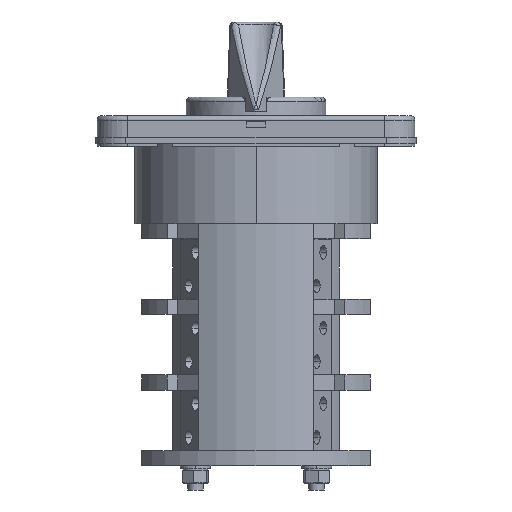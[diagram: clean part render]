
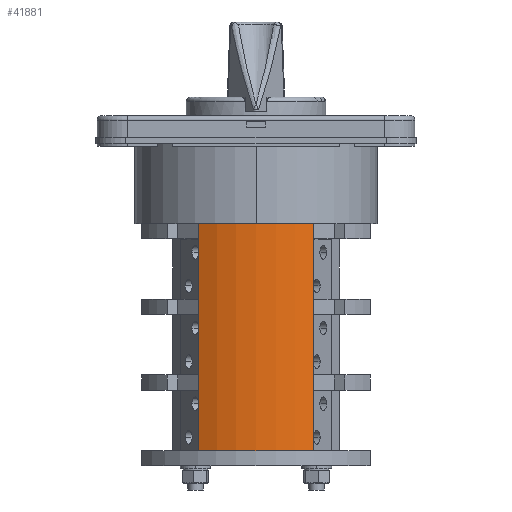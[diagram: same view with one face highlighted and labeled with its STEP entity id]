
A CAD part, front view. The second image highlights one B-rep face of the part: STEP entity #41881.
In plain terms, the highlighted cylindrical face has radius 42 mm (diameter 84 mm), a partial arc.
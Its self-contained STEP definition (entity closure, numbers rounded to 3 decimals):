
#29362=CARTESIAN_POINT('',(85.468,-108.507,
-24.862));
#29363=DIRECTION('',(0.,0.,-1.));
#29364=DIRECTION('',(0.452,-0.892,0.));
#29365=AXIS2_PLACEMENT_3D('',#29362,#29363,#29364);
#29370=CARTESIAN_POINT('',(85.468,-108.507,
50.138));
#29371=DIRECTION('',(0.,0.,1.));
#29372=DIRECTION('',(-0.452,-0.892,0.));
#29373=AXIS2_PLACEMENT_3D('',#29370,#29371,#29372);
#29392=DIRECTION('',(0.,0.,1.));
#29393=VECTOR('',#29392,75.);
#29394=CARTESIAN_POINT('',(104.468,-145.963,
-24.862));
#29395=LINE('',#29394,#29393);
#36455=DIRECTION('',(0.,0.,-1.));
#36456=VECTOR('',#36455,75.);
#36457=CARTESIAN_POINT('',(66.468,-145.963,
50.138));
#36458=LINE('',#36457,#36456);
#40472=CARTESIAN_POINT('',(104.468,-145.963,
50.138));
#40473=VERTEX_POINT('',#40472);
#40475=CARTESIAN_POINT('',(66.468,-145.963,
50.138));
#40477=VERTEX_POINT('',#40475);
#41375=CARTESIAN_POINT('',(104.468,-145.963,
-24.862));
#41377=VERTEX_POINT('',#41375);
#41412=CARTESIAN_POINT('',(66.468,-145.963,
-24.862));
#41413=VERTEX_POINT('',#41412);
#41866=CARTESIAN_POINT('',(85.468,-108.507,
20.138));
#41867=DIRECTION('',(0.,0.,1.));
#41868=DIRECTION('',(0.,-1.,0.));
#41869=AXIS2_PLACEMENT_3D('',#41866,#41867,#41868);
#41870=CYLINDRICAL_SURFACE('',#41869,42.);
#41872=ORIENTED_EDGE('',*,*,#41871,.F.);
#41874=ORIENTED_EDGE('',*,*,#41873,.T.);
#41876=ORIENTED_EDGE('',*,*,#41875,.F.);
#41878=ORIENTED_EDGE('',*,*,#41877,.T.);
#41879=EDGE_LOOP('',(#41872,#41874,#41876,#41878));
#41880=FACE_OUTER_BOUND('',#41879,.F.);
#29366=CIRCLE('',#29365,42.);
#29374=CIRCLE('',#29373,42.);
#41871=EDGE_CURVE('',#41377,#40473,#29395,.T.);
#41873=EDGE_CURVE('',#41377,#41413,#29366,.T.);
#41875=EDGE_CURVE('',#40477,#41413,#36458,.T.);
#41877=EDGE_CURVE('',#40477,#40473,#29374,.T.);
#41881=ADVANCED_FACE('',(#41880),#41870,.T.);
